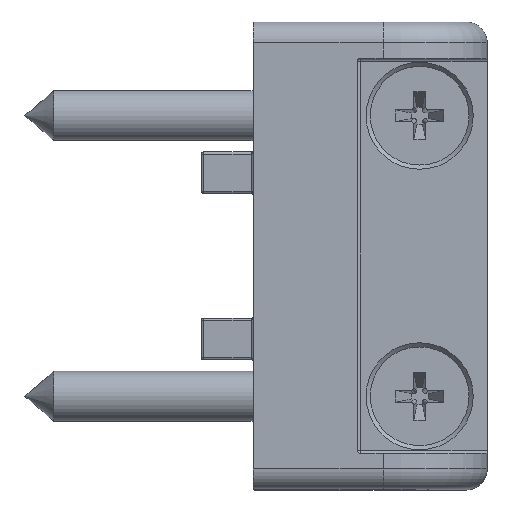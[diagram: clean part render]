
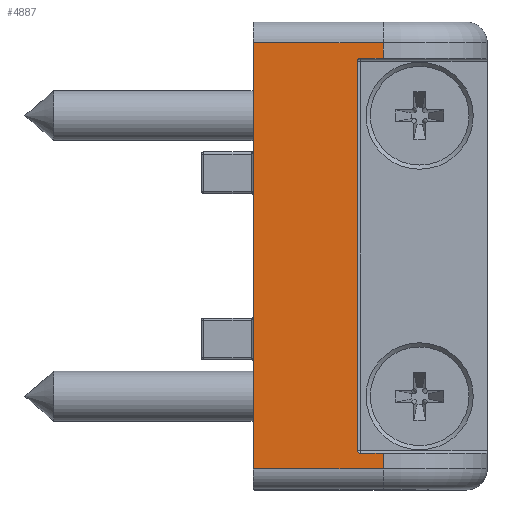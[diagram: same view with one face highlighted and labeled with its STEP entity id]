
A CAD part, top view. The second image highlights one B-rep face of the part: STEP entity #4887.
In plain terms, the highlighted planar face has unit normal (0, 0, 1).
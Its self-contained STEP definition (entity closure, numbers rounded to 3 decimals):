
#175=LINE('',#7297,#547);
#254=LINE('',#7563,#626);
#257=LINE('',#7575,#629);
#258=LINE('',#7579,#630);
#259=LINE('',#7581,#631);
#260=LINE('',#7582,#632);
#261=LINE('',#7583,#633);
#262=LINE('',#7585,#634);
#547=VECTOR('',#5800,41.);
#626=VECTOR('',#5981,1.5);
#629=VECTOR('',#5994,37.4);
#630=VECTOR('',#5997,2.2);
#631=VECTOR('',#5998,1.5);
#632=VECTOR('',#5999,12.5);
#633=VECTOR('',#6000,12.5);
#634=VECTOR('',#6001,2.2);
#920=PLANE('',#5264);
#1185=FACE_OUTER_BOUND('',#1511,.T.);
#1511=EDGE_LOOP('',(#3333,#3334,#3335,#3336,#3337,#3338,#3339,#3340,#3341,
#3342));
#1878=CIRCLE('',#5265,0.3);
#1879=CIRCLE('',#5266,0.3);
#2097=VERTEX_POINT('',#7294);
#2098=VERTEX_POINT('',#7296);
#2223=VERTEX_POINT('',#7560);
#2224=VERTEX_POINT('',#7562);
#2227=VERTEX_POINT('',#7573);
#2228=VERTEX_POINT('',#7574);
#2229=VERTEX_POINT('',#7576);
#2230=VERTEX_POINT('',#7578);
#2231=VERTEX_POINT('',#7580);
#2232=VERTEX_POINT('',#7584);
#2501=EDGE_CURVE('',#2098,#2097,#175,.T.);
#2629=EDGE_CURVE('',#2224,#2223,#254,.T.);
#2635=EDGE_CURVE('',#2227,#2228,#257,.T.);
#2636=EDGE_CURVE('',#2227,#2229,#1878,.T.);
#2637=EDGE_CURVE('',#2230,#2229,#258,.T.);
#2638=EDGE_CURVE('',#2230,#2231,#259,.T.);
#2639=EDGE_CURVE('',#2231,#2098,#260,.T.);
#2640=EDGE_CURVE('',#2097,#2224,#261,.T.);
#2641=EDGE_CURVE('',#2223,#2232,#262,.T.);
#2642=EDGE_CURVE('',#2232,#2228,#1879,.T.);
#3333=ORIENTED_EDGE('',*,*,#2635,.F.);
#3334=ORIENTED_EDGE('',*,*,#2636,.T.);
#3335=ORIENTED_EDGE('',*,*,#2637,.F.);
#3336=ORIENTED_EDGE('',*,*,#2638,.T.);
#3337=ORIENTED_EDGE('',*,*,#2639,.T.);
#3338=ORIENTED_EDGE('',*,*,#2501,.T.);
#3339=ORIENTED_EDGE('',*,*,#2640,.T.);
#3340=ORIENTED_EDGE('',*,*,#2629,.T.);
#3341=ORIENTED_EDGE('',*,*,#2641,.T.);
#3342=ORIENTED_EDGE('',*,*,#2642,.T.);
#4887=ADVANCED_FACE('',(#1185),#920,.F.);
#5264=AXIS2_PLACEMENT_3D('',#7572,#5992,#5993);
#5265=AXIS2_PLACEMENT_3D('',#7577,#5995,#5996);
#5266=AXIS2_PLACEMENT_3D('',#7586,#6002,#6003);
#5800=DIRECTION('',(0.,-1.,0.));
#5981=DIRECTION('',(0.,1.,0.));
#5992=DIRECTION('center_axis',(0.,0.,-1.));
#5993=DIRECTION('ref_axis',(-1.,0.,0.));
#5994=DIRECTION('',(0.,-1.,0.));
#5995=DIRECTION('center_axis',(0.,0.,-1.));
#5996=DIRECTION('ref_axis',(-1.,0.,0.));
#5997=DIRECTION('',(-1.,0.,0.));
#5998=DIRECTION('',(0.,1.,0.));
#5999=DIRECTION('',(-1.,0.,0.));
#6000=DIRECTION('',(1.,0.,0.));
#6001=DIRECTION('',(-1.,0.,0.));
#6002=DIRECTION('center_axis',(0.,0.,-1.));
#6003=DIRECTION('ref_axis',(-1.,0.,0.));
#7294=CARTESIAN_POINT('',(-11.25,2.,11.25));
#7296=CARTESIAN_POINT('',(-11.25,43.,11.25));
#7297=CARTESIAN_POINT('',(-11.25,45.,11.25));
#7560=CARTESIAN_POINT('',(1.25,3.5,11.25));
#7562=CARTESIAN_POINT('',(1.25,2.,11.25));
#7563=CARTESIAN_POINT('',(1.25,45.,11.25));
#7572=CARTESIAN_POINT('Origin',(11.25,45.,11.25));
#7573=CARTESIAN_POINT('',(-1.25,41.2,11.25));
#7574=CARTESIAN_POINT('',(-1.25,3.8,11.25));
#7575=CARTESIAN_POINT('',(-1.25,41.5,11.25));
#7576=CARTESIAN_POINT('',(-0.95,41.5,11.25));
#7577=CARTESIAN_POINT('Origin',(-0.95,41.2,11.25));
#7578=CARTESIAN_POINT('',(1.25,41.5,11.25));
#7579=CARTESIAN_POINT('',(-1.25,41.5,11.25));
#7580=CARTESIAN_POINT('',(1.25,43.,11.25));
#7581=CARTESIAN_POINT('',(1.25,45.,11.25));
#7582=CARTESIAN_POINT('',(-11.25,43.,11.25));
#7583=CARTESIAN_POINT('',(11.25,2.,11.25));
#7584=CARTESIAN_POINT('',(-0.95,3.5,11.25));
#7585=CARTESIAN_POINT('',(-1.25,3.5,11.25));
#7586=CARTESIAN_POINT('Origin',(-0.95,3.8,11.25));
